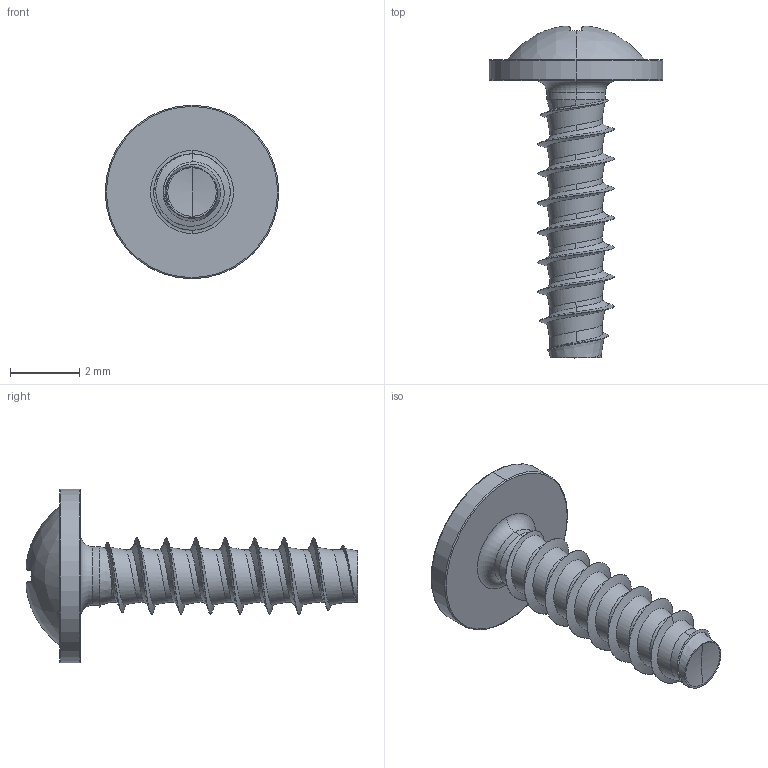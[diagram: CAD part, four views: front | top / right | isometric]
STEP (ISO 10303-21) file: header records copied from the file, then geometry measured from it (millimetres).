
FILE_DESCRIPTION (( 'STEP AP203' ), '1' );
FILE_NAME ('STP310220080.STEP', '2017-08-15T04:07:43', ( '' ), ( '' ), 'SwSTEP 2.0', 'SolidWorks 2015', '' );
FILE_SCHEMA (( 'CONFIG_CONTROL_DESIGN' ));
Length unit declared in the file: millimetre
Products named in the file (1): STP310220080
Bounding box: 5 x 9.57 x 5 mm (x, y, z)
Volume: 34.7 mm3; surface area: 116 mm2
Topology: 1 solids, 1 shells, 185 faces, 421 edges, 239 vertices
Faces by surface type: bspline 51, cylinder 44, torus 30, sphere 28, plane 23, cone 9
Entity records: 15711 total; most frequent: CARTESIAN_POINT 11880, ORIENTED_EDGE 838, DIRECTION 739, EDGE_CURVE 419, AXIS2_PLACEMENT_3D 331, VERTEX_POINT 239, CIRCLE 196, EDGE_LOOP 188
